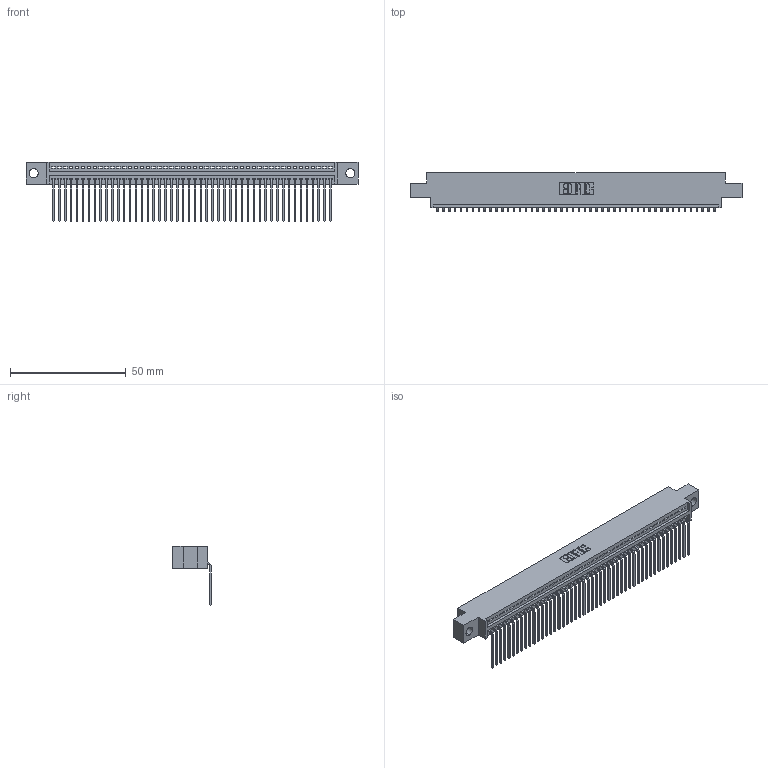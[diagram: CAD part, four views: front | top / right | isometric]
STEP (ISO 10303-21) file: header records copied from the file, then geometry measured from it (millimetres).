
FILE_DESCRIPTION (( 'STEP AP203' ), '1' );
FILE_NAME ('345-048-559-604.STEP', '2021-05-26T15:17:11', ( '' ), ( '' ), 'SwSTEP 2.0', 'SolidWorks 2020', '' );
FILE_SCHEMA (( 'CONFIG_CONTROL_DESIGN' ));
Length unit declared in the file: inch
Products named in the file (3): 345-048-559-604; 345 Part_0.170 Offset - 0.156 Dia-TI; 345-292-001_558 559 Tail - 1
Assembly tree (49 placements, depth 2):
  345-048-559-604
    345 Part_0.170 Offset - 0.156 Dia-TI
    345-292-001_558 559 Tail - 1  x48
Bounding box: 143.13 x 16.75 x 25.53 mm (x, y, z)
Volume: 13584.3 mm3; surface area: 19042.6 mm2
Topology: 49 solids, 49 shells, 3024 faces, 9125 edges, 6018 vertices
Faces by surface type: plane 2114, cylinder 910
Entity records: 35953 total; most frequent: CARTESIAN_POINT 6238, ORIENTED_EDGE 6218, DIRECTION 5437, EDGE_CURVE 3109, VECTOR 2785, LINE 2785, VERTEX_POINT 2070, AXIS2_PLACEMENT_3D 1326
